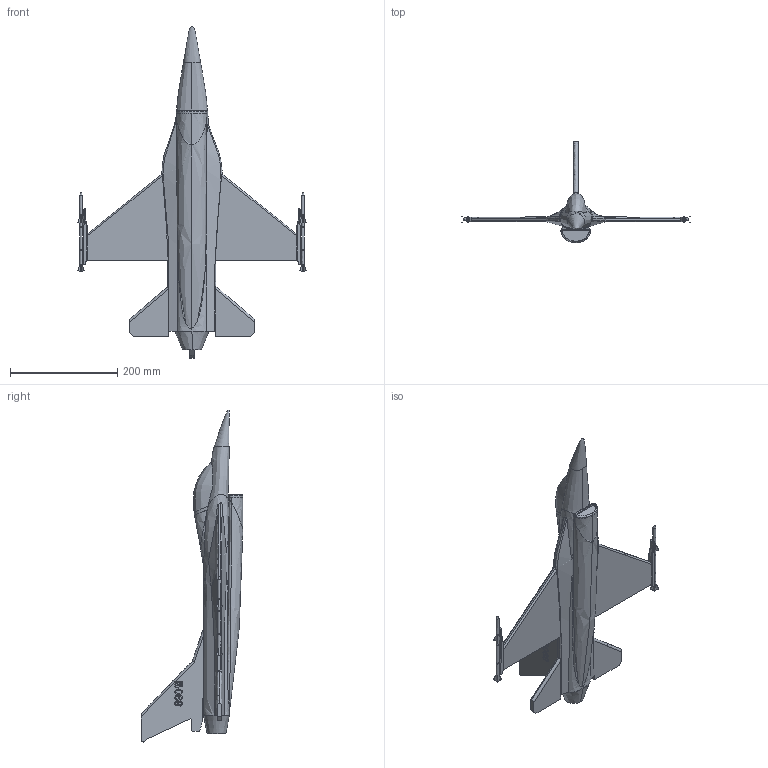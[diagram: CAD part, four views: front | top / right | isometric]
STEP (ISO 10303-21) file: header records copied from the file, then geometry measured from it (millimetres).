
FILE_DESCRIPTION(('FreeCAD Model'),'2;1');
FILE_NAME('Open CASCADE Shape Model','2025-04-27T13:45:06',('FreeCAD'),( 'FreeCAD'),'Open CASCADE STEP processor 7.6','FreeCAD','Unknown');
FILE_SCHEMA(('AUTOMOTIVE_DESIGN { 1 0 10303 214 1 1 1 1 }'));
Products named in the file (1): Open CASCADE STEP translator 7.6 1
Bounding box: 425.35 x 189.83 x 619.11 mm (x, y, z)
Volume: 2232158.5 mm3; surface area: 302356.7 mm2
Topology: 37 solids, 37 shells, 1172 faces, 3081 edges, 2015 vertices
Faces by surface type: bspline 1172
Entity records: 48261 total; most frequent: CARTESIAN_POINT 29504, ORIENTED_EDGE 6150, EDGE_CURVE 3075, B_SPLINE_CURVE_WITH_KNOTS 2797, VERTEX_POINT 2015, FACE_BOUND 1232, EDGE_LOOP 1232, ADVANCED_FACE 1172
